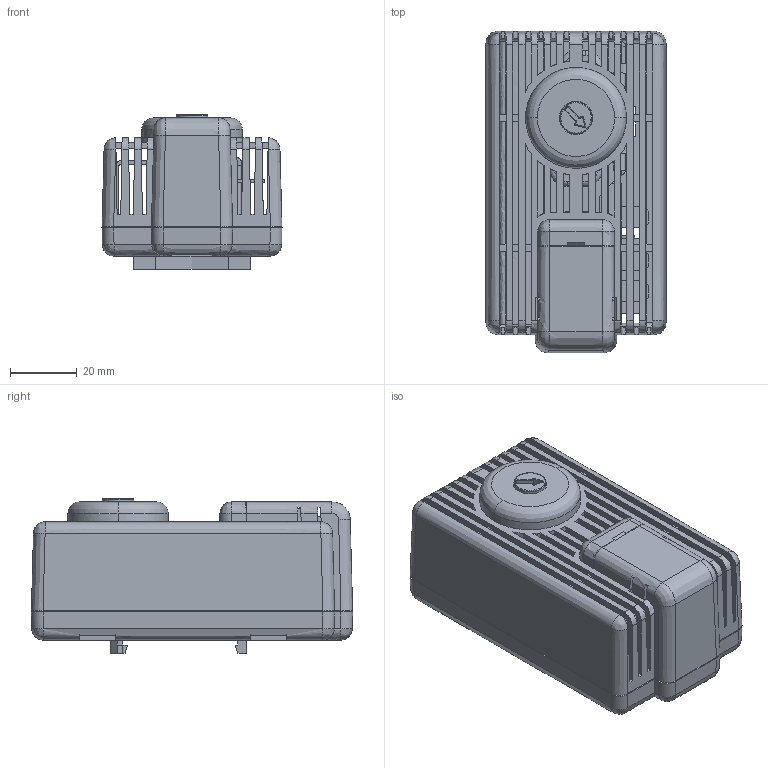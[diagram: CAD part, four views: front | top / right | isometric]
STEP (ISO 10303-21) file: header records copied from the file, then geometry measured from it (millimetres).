
FILE_DESCRIPTION(/* description */ (''),/* implementation_level */ '2;1');
FILE_NAME(/* name */ 'MUH',/* time_stamp */ '2014-05-28T17:21:39+02:00',/* author */ (''),/* organization */ (''),/* preprocessor_version */ 'ST-DEVELOPER v10',/* originating_system */ '',/* authorisation */ '');
FILE_SCHEMA (('CONFIG_CONTROL_DESIGN'));
Length unit declared in the file: millimetre
Products named in the file (1): 1
Bounding box: 54.08 x 96.5 x 46.5 mm (x, y, z)
Volume: 62538.8 mm3; surface area: 71069.9 mm2
Topology: 20 solids, 21 shells, 906 faces, 2575 edges, 1644 vertices
Faces by surface type: plane 538, bspline 368
Entity records: 36512 total; most frequent: CARTESIAN_POINT 20628, ORIENTED_EDGE 5126, EDGE_CURVE 2566, B_SPLINE_CURVE_WITH_KNOTS 1924, VERTEX_POINT 1650, EDGE_LOOP 952, ADVANCED_FACE 906, FACE_OUTER_BOUND 906
